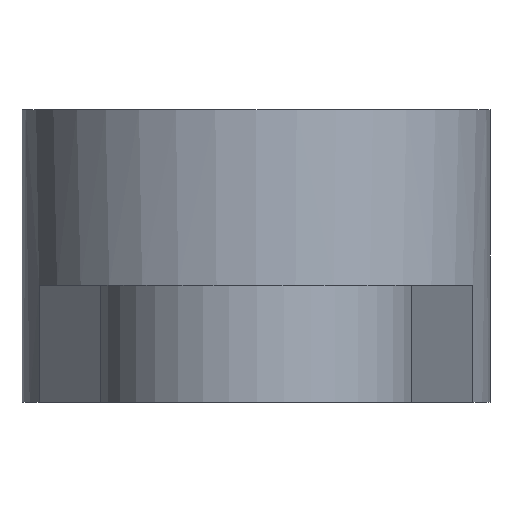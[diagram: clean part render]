
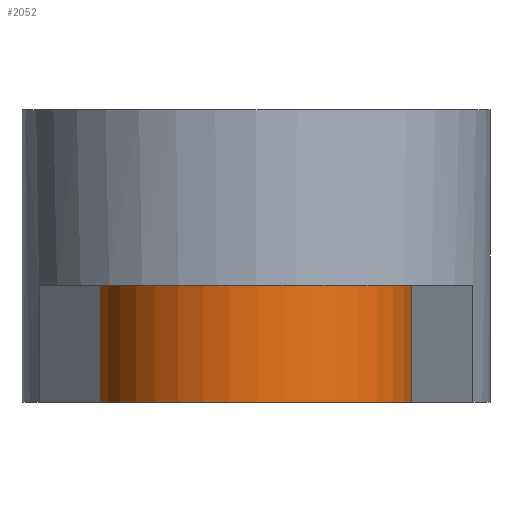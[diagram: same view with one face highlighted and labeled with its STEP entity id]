
A CAD part, left-side view. The second image highlights one B-rep face of the part: STEP entity #2052.
In plain terms, the highlighted cylindrical face has radius 2.7 mm (diameter 5.4 mm), a partial arc.
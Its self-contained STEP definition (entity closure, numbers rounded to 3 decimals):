
#449 = PLANE('',#450);
#450 = AXIS2_PLACEMENT_3D('',#451,#452,#453);
#451 = CARTESIAN_POINT('',(28.749,-8.664,25.672));
#452 = DIRECTION('',(0.,0.,-1.));
#453 = DIRECTION('',(-1.,0.,0.));
#819 = PLANE('',#820);
#820 = AXIS2_PLACEMENT_3D('',#821,#822,#823);
#821 = CARTESIAN_POINT('',(27.249,-8.956,25.672)
  );
#822 = DIRECTION('',(0.16,-0.987,0.));
#823 = DIRECTION('',(-0.987,-0.16,0.));
#868 = PLANE('',#869);
#869 = AXIS2_PLACEMENT_3D('',#870,#871,#872);
#870 = CARTESIAN_POINT('',(28.749,-8.664,27.672));
#871 = DIRECTION('',(0.,0.,-1.));
#872 = DIRECTION('',(-1.,0.,0.));
#1307 = CYLINDRICAL_SURFACE('',#1308,4.839);
#1308 = AXIS2_PLACEMENT_3D('',#1309,#1310,#1311);
#1309 = CARTESIAN_POINT('',(16.739,-12.664,25.672)
  );
#1310 = DIRECTION('',(0.,0.,-1.));
#1311 = DIRECTION('',(1.,0.,0.));
#1329 = VERTEX_POINT('',#1330);
#1330 = CARTESIAN_POINT('',(20.781,-15.323,25.672
    ));
#1352 = EDGE_CURVE('',#1329,#1353,#1355,.T.);
#1353 = VERTEX_POINT('',#1354);
#1354 = CARTESIAN_POINT('',(20.758,-10.009,
    25.672));
#1355 = SURFACE_CURVE('',#1356,(#1361,#1368),.PCURVE_S1.);
#1356 = CIRCLE('',#1357,2.7);
#1357 = AXIS2_PLACEMENT_3D('',#1358,#1359,#1360);
#1358 = CARTESIAN_POINT('',(21.249,-12.664,25.672)
  );
#1359 = DIRECTION('',(0.,0.,-1.));
#1360 = DIRECTION('',(1.,0.,0.));
#1361 = PCURVE('',#449,#1362);
#1362 = DEFINITIONAL_REPRESENTATION('',(#1363),#1367);
#1363 = CIRCLE('',#1364,2.7);
#1364 = AXIS2_PLACEMENT_2D('',#1365,#1366);
#1365 = CARTESIAN_POINT('',(7.5,-4.));
#1366 = DIRECTION('',(-1.,0.));
#1367 = ( GEOMETRIC_REPRESENTATION_CONTEXT(2) 
PARAMETRIC_REPRESENTATION_CONTEXT() REPRESENTATION_CONTEXT('2D SPACE',''
  ) );
#1368 = PCURVE('',#1369,#1374);
#1369 = CYLINDRICAL_SURFACE('',#1370,2.7);
#1370 = AXIS2_PLACEMENT_3D('',#1371,#1372,#1373);
#1371 = CARTESIAN_POINT('',(21.249,-12.664,25.672)
  );
#1372 = DIRECTION('',(0.,0.,-1.));
#1373 = DIRECTION('',(1.,0.,0.));
#1374 = DEFINITIONAL_REPRESENTATION('',(#1375),#1379);
#1375 = LINE('',#1376,#1377);
#1376 = CARTESIAN_POINT('',(0.,0.));
#1377 = VECTOR('',#1378,1.);
#1378 = DIRECTION('',(1.,0.));
#1379 = ( GEOMETRIC_REPRESENTATION_CONTEXT(2) 
PARAMETRIC_REPRESENTATION_CONTEXT() REPRESENTATION_CONTEXT('2D SPACE',''
  ) );
#1733 = VERTEX_POINT('',#1734);
#1734 = CARTESIAN_POINT('',(20.758,-10.009,
    27.672));
#1755 = EDGE_CURVE('',#1733,#1353,#1756,.T.);
#1756 = SURFACE_CURVE('',#1757,(#1761,#1767),.PCURVE_S1.);
#1757 = LINE('',#1758,#1759);
#1758 = CARTESIAN_POINT('',(20.758,-10.009,
    25.672));
#1759 = VECTOR('',#1760,1.);
#1760 = DIRECTION('',(0.,0.,-1.));
#1761 = PCURVE('',#819,#1762);
#1762 = DEFINITIONAL_REPRESENTATION('',(#1763),#1766);
#1763 = B_SPLINE_CURVE_WITH_KNOTS('',1,(#1764,#1765),.UNSPECIFIED.,.F.,
  .F.,(2,2),(-2.2,0.),.PIECEWISE_BEZIER_KNOTS.);
#1764 = CARTESIAN_POINT('',(6.576,-2.2));
#1765 = CARTESIAN_POINT('',(6.576,0.));
#1766 = ( GEOMETRIC_REPRESENTATION_CONTEXT(2) 
PARAMETRIC_REPRESENTATION_CONTEXT() REPRESENTATION_CONTEXT('2D SPACE',''
  ) );
#1767 = PCURVE('',#1369,#1768);
#1768 = DEFINITIONAL_REPRESENTATION('',(#1769),#1772);
#1769 = B_SPLINE_CURVE_WITH_KNOTS('',1,(#1770,#1771),.UNSPECIFIED.,.F.,
  .F.,(2,2),(-2.2,0.),.PIECEWISE_BEZIER_KNOTS.);
#1770 = CARTESIAN_POINT('',(4.53,-2.2));
#1771 = CARTESIAN_POINT('',(4.53,0.));
#1772 = ( GEOMETRIC_REPRESENTATION_CONTEXT(2) 
PARAMETRIC_REPRESENTATION_CONTEXT() REPRESENTATION_CONTEXT('2D SPACE',''
  ) );
#1781 = VERTEX_POINT('',#1782);
#1782 = CARTESIAN_POINT('',(20.781,-15.323,27.672
    ));
#1804 = EDGE_CURVE('',#1781,#1733,#1805,.T.);
#1805 = SURFACE_CURVE('',#1806,(#1811,#1818),.PCURVE_S1.);
#1806 = CIRCLE('',#1807,2.7);
#1807 = AXIS2_PLACEMENT_3D('',#1808,#1809,#1810);
#1808 = CARTESIAN_POINT('',(21.249,-12.664,27.672)
  );
#1809 = DIRECTION('',(0.,0.,-1.));
#1810 = DIRECTION('',(1.,0.,0.));
#1811 = PCURVE('',#868,#1812);
#1812 = DEFINITIONAL_REPRESENTATION('',(#1813),#1817);
#1813 = CIRCLE('',#1814,2.7);
#1814 = AXIS2_PLACEMENT_2D('',#1815,#1816);
#1815 = CARTESIAN_POINT('',(7.5,-4.));
#1816 = DIRECTION('',(-1.,0.));
#1817 = ( GEOMETRIC_REPRESENTATION_CONTEXT(2) 
PARAMETRIC_REPRESENTATION_CONTEXT() REPRESENTATION_CONTEXT('2D SPACE',''
  ) );
#1818 = PCURVE('',#1369,#1819);
#1819 = DEFINITIONAL_REPRESENTATION('',(#1820),#1824);
#1820 = LINE('',#1821,#1822);
#1821 = CARTESIAN_POINT('',(0.,-2.));
#1822 = VECTOR('',#1823,1.);
#1823 = DIRECTION('',(1.,0.));
#1824 = ( GEOMETRIC_REPRESENTATION_CONTEXT(2) 
PARAMETRIC_REPRESENTATION_CONTEXT() REPRESENTATION_CONTEXT('2D SPACE',''
  ) );
#2030 = EDGE_CURVE('',#1329,#1781,#2031,.T.);
#2031 = SURFACE_CURVE('',#2032,(#2036,#2043),.PCURVE_S1.);
#2032 = LINE('',#2033,#2034);
#2033 = CARTESIAN_POINT('',(20.781,-15.323,25.672
    ));
#2034 = VECTOR('',#2035,1.);
#2035 = DIRECTION('',(0.,0.,1.));
#2036 = PCURVE('',#1307,#2037);
#2037 = DEFINITIONAL_REPRESENTATION('',(#2038),#2042);
#2038 = LINE('',#2039,#2040);
#2039 = CARTESIAN_POINT('',(0.582,0.));
#2040 = VECTOR('',#2041,1.);
#2041 = DIRECTION('',(0.,-1.));
#2042 = ( GEOMETRIC_REPRESENTATION_CONTEXT(2) 
PARAMETRIC_REPRESENTATION_CONTEXT() REPRESENTATION_CONTEXT('2D SPACE',''
  ) );
#2043 = PCURVE('',#1369,#2044);
#2044 = DEFINITIONAL_REPRESENTATION('',(#2045),#2049);
#2045 = LINE('',#2046,#2047);
#2046 = CARTESIAN_POINT('',(1.745,0.));
#2047 = VECTOR('',#2048,1.);
#2048 = DIRECTION('',(0.,-1.));
#2049 = ( GEOMETRIC_REPRESENTATION_CONTEXT(2) 
PARAMETRIC_REPRESENTATION_CONTEXT() REPRESENTATION_CONTEXT('2D SPACE',''
  ) );
#2052 = ADVANCED_FACE('',(#2053),#1369,.T.);
#2053 = FACE_BOUND('',#2054,.T.);
#2054 = EDGE_LOOP('',(#2055,#2056,#2057,#2058));
#2055 = ORIENTED_EDGE('',*,*,#1352,.F.);
#2056 = ORIENTED_EDGE('',*,*,#2030,.T.);
#2057 = ORIENTED_EDGE('',*,*,#1804,.T.);
#2058 = ORIENTED_EDGE('',*,*,#1755,.T.);
